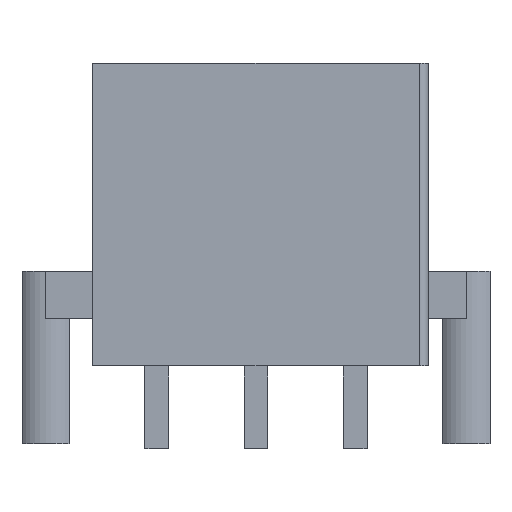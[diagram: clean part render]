
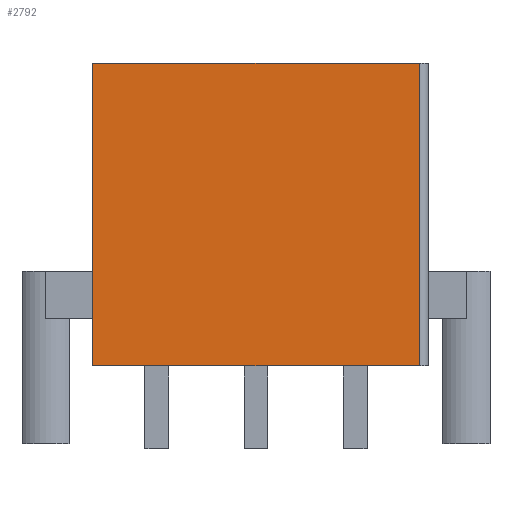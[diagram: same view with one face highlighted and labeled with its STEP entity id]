
A CAD part, front view. The second image highlights one B-rep face of the part: STEP entity #2792.
In plain terms, the highlighted planar face has unit normal (0, -1, 0).
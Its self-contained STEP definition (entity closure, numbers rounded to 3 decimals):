
#171=FACE_OUTER_BOUND('',#342,.T.);
#342=EDGE_LOOP('',(#2231,#2232,#2233,#2234));
#524=LINE('',#4043,#889);
#649=LINE('',#4325,#1014);
#655=LINE('',#4334,#1020);
#656=LINE('',#4335,#1021);
#889=VECTOR('',#3283,10.);
#1014=VECTOR('',#3540,10.);
#1020=VECTOR('',#3550,10.);
#1021=VECTOR('',#3551,10.);
#1220=VERTEX_POINT('',#4040);
#1221=VERTEX_POINT('',#4042);
#1310=VERTEX_POINT('',#4321);
#1312=VERTEX_POINT('',#4324);
#1500=EDGE_CURVE('',#1221,#1220,#524,.T.);
#1637=EDGE_CURVE('',#1310,#1312,#649,.T.);
#1643=EDGE_CURVE('',#1221,#1310,#655,.T.);
#1644=EDGE_CURVE('',#1312,#1220,#656,.T.);
#2231=ORIENTED_EDGE('',*,*,#1643,.F.);
#2232=ORIENTED_EDGE('',*,*,#1500,.T.);
#2233=ORIENTED_EDGE('',*,*,#1644,.F.);
#2234=ORIENTED_EDGE('',*,*,#1637,.F.);
#2623=PLANE('',#3001);
#2792=ADVANCED_FACE('',(#171),#2623,.T.);
#3001=AXIS2_PLACEMENT_3D('',#4333,#3548,#3549);
#3283=DIRECTION('',(0.,0.,1.));
#3540=DIRECTION('',(0.,0.,1.));
#3548=DIRECTION('center_axis',(0.,-1.,0.));
#3549=DIRECTION('ref_axis',(1.,0.,0.));
#3550=DIRECTION('',(-1.,0.,0.));
#3551=DIRECTION('',(1.,0.,0.));
#4040=CARTESIAN_POINT('',(6.9,-4.8,12.8));
#4042=CARTESIAN_POINT('',(6.9,-4.8,0.));
#4043=CARTESIAN_POINT('',(6.9,-4.8,0.));
#4321=CARTESIAN_POINT('',(-6.9,-4.8,0.));
#4324=CARTESIAN_POINT('',(-6.9,-4.8,12.8));
#4325=CARTESIAN_POINT('',(-6.9,-4.8,0.));
#4333=CARTESIAN_POINT('Origin',(-6.9,-4.8,0.));
#4334=CARTESIAN_POINT('',(6.9,-4.8,0.));
#4335=CARTESIAN_POINT('',(6.9,-4.8,12.8));
